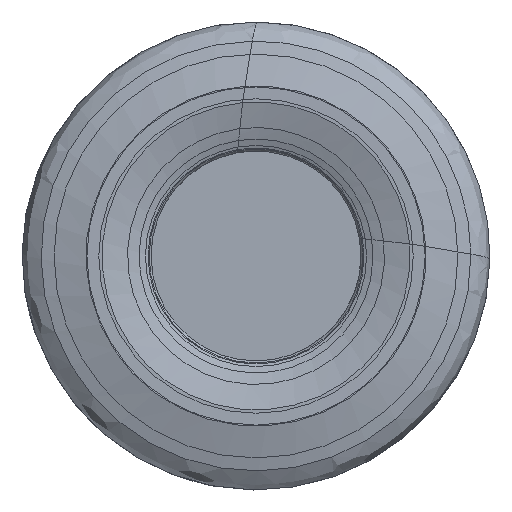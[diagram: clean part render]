
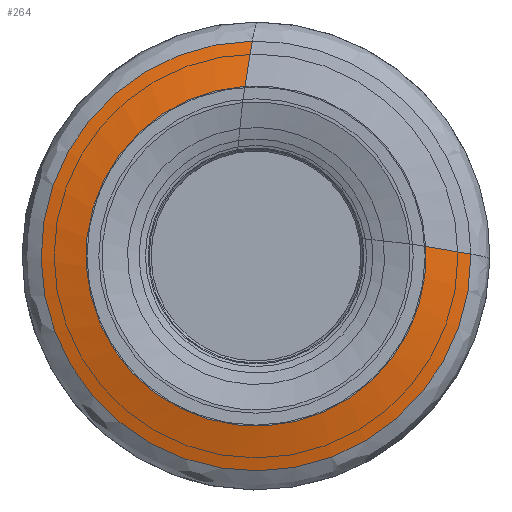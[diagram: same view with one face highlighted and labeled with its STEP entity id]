
A CAD part, left-side view. The second image highlights one B-rep face of the part: STEP entity #264.
In plain terms, the highlighted free-form (B-spline) face has degree [1, 3] with [2, 7] control points.
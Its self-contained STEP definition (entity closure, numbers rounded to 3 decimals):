
#52=LINE('',#1763,#80);
#53=LINE('',#1764,#81);
#80=VECTOR('',#1142,1.);
#81=VECTOR('',#1143,1.);
#106=(
BOUNDED_SURFACE()
B_SPLINE_SURFACE(1,3,((#1765,#1766,#1767,#1768,#1769,#1770,#1771),(#1772,
#1773,#1774,#1775,#1776,#1777,#1778)),.UNSPECIFIED.,.F.,.F.,.F.)
B_SPLINE_SURFACE_WITH_KNOTS((2,2),(4,3,4),(0.,1.),(0.,0.5,1.),
 .UNSPECIFIED.)
GEOMETRIC_REPRESENTATION_ITEM()
RATIONAL_B_SPLINE_SURFACE(((1.,0.59,0.59,1.,0.59,
0.59,1.),(1.,0.59,0.59,1.,0.59,
0.59,1.)))
REPRESENTATION_ITEM('')
SURFACE()
);
#264=ADVANCED_FACE('',(#316),#106,.F.);
#316=FACE_OUTER_BOUND('',#396,.T.);
#396=EDGE_LOOP('',(#530,#531,#532,#533));
#530=ORIENTED_EDGE('',*,*,#784,.F.);
#531=ORIENTED_EDGE('',*,*,#785,.F.);
#532=ORIENTED_EDGE('',*,*,#781,.T.);
#533=ORIENTED_EDGE('',*,*,#786,.F.);
#700=VERTEX_POINT('',#1742);
#701=VERTEX_POINT('',#1743);
#702=VERTEX_POINT('',#1761);
#703=VERTEX_POINT('',#1762);
#781=EDGE_CURVE('',#700,#701,#861,.T.);
#784=EDGE_CURVE('',#702,#703,#862,.T.);
#785=EDGE_CURVE('',#700,#702,#52,.T.);
#786=EDGE_CURVE('',#703,#701,#53,.T.);
#861=CIRCLE('',#953,7.631);
#862=CIRCLE('',#954,9.642);
#953=AXIS2_PLACEMENT_3D('',#1741,#1136,#1137);
#954=AXIS2_PLACEMENT_3D('',#1760,#1140,#1141);
#1136=DIRECTION('',(1.,0.,0.));
#1137=DIRECTION('',(0.,-0.998,0.057));
#1140=DIRECTION('',(1.,0.,0.));
#1141=DIRECTION('',(0.,-1.,0.009));
#1142=DIRECTION('',(0.249,-0.954,-0.166));
#1143=DIRECTION('',(-0.249,0.157,-0.956));
#1741=CARTESIAN_POINT('',(0.,0.,0.));
#1742=CARTESIAN_POINT('',(0.,-7.619,0.435));
#1743=CARTESIAN_POINT('',(0.,0.501,7.615));
#1760=CARTESIAN_POINT('',(0.528,0.,0.));
#1761=CARTESIAN_POINT('',(0.528,-9.642,0.083));
#1762=CARTESIAN_POINT('',(0.528,0.167,9.641));
#1763=CARTESIAN_POINT('',(0.,-7.619,0.435));
#1764=CARTESIAN_POINT('',(0.,0.501,7.615));
#1765=CARTESIAN_POINT('',(0.,-7.619,0.435));
#1766=CARTESIAN_POINT('',(0.,-8.072,-7.514));
#1767=CARTESIAN_POINT('',(0.,-0.909,-10.991));
#1768=CARTESIAN_POINT('',(0.,5.055,-5.717));
#1769=CARTESIAN_POINT('',(0.,11.02,-0.442));
#1770=CARTESIAN_POINT('',(0.,8.445,7.092));
#1771=CARTESIAN_POINT('',(0.,0.501,7.615));
#1772=CARTESIAN_POINT('',(0.528,-9.642,0.083));
#1773=CARTESIAN_POINT('',(0.528,-9.729,-9.977));
#1774=CARTESIAN_POINT('',(0.528,-0.477,-13.927));
#1775=CARTESIAN_POINT('',(0.528,6.729,-6.906));
#1776=CARTESIAN_POINT('',(0.528,13.935,0.115));
#1777=CARTESIAN_POINT('',(0.528,10.226,9.467));
#1778=CARTESIAN_POINT('',(0.528,0.167,9.641));
